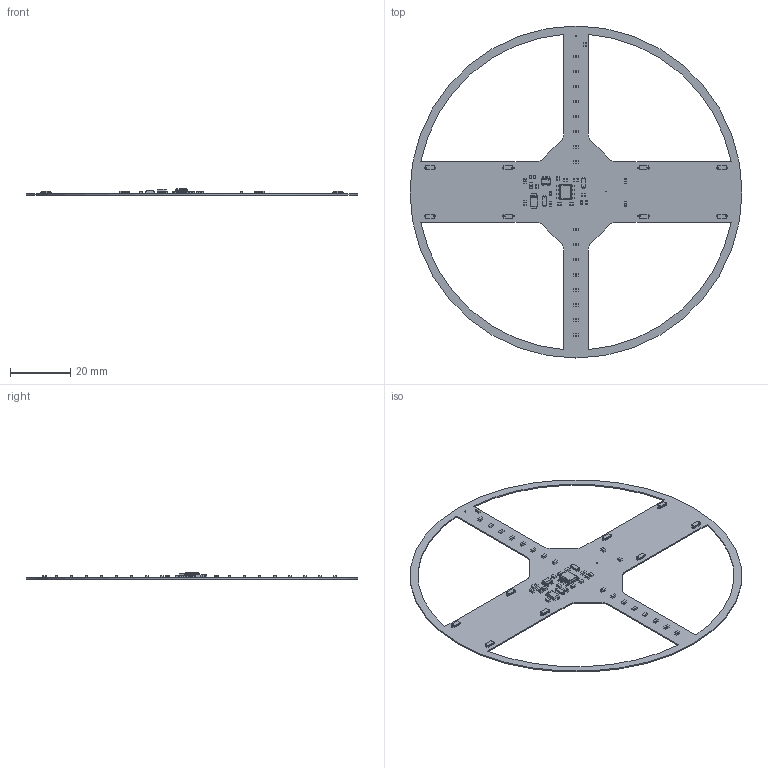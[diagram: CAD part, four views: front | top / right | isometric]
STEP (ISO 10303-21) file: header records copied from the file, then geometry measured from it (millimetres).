
FILE_DESCRIPTION(('Open CASCADE Model'),'2;1');
FILE_NAME('Open CASCADE Shape Model','2020-09-07T14:46:29',('Author'),( 'Open CASCADE'),'Open CASCADE STEP processor 6.8','Open CASCADE 6.8' ,'Unknown');
FILE_SCHEMA(('AUTOMOTIVE_DESIGN { 1 0 10303 214 1 1 1 1 }'));
Length unit declared in the file: millimetre
Products named in the file (63): PCB; Board; Open CASCADE STEP translator 6.8 1.1.1; C7; CC0603N_YAG; 5985667888; Extruded; U3; DBV5_TEX; U2; U1; D0008A; BODY-SO; LEAD-D0008A; R9; RC0603N_VIS; R8; R7; R6; R5; R4; R3; R2; R1; L3; D29; D28; D27; D26; D25; D24; D23; D22; D20; D19; D18; D17; D16; D15; D14 ...
Assembly tree (157 placements, depth 4):
  PCB
    Board
      Open CASCADE STEP translator 6.8 1.1.1
    C7
      CC0603N_YAG
      5985667888
        Extruded
    U3
      DBV5_TEX
      5985667888
        Extruded
    U2
      5985667888
        Extruded
    U1
      D0008A
        BODY-SO
        LEAD-D0008A  x8
      5985667888
        Extruded
    R9
      RC0603N_VIS
      5985667888
        Extruded
    R8
      RC0603N_VIS
      5985667888
        Extruded
    R7
      RC0603N_VIS
      5985667888
        Extruded
    R6
      RC0603N_VIS
      5985667888
        Extruded
    R5
      RC0603N_VIS
      5985667888
        Extruded
    R4
      RC0603N_VIS
      5985667888
        Extruded
    R3
      RC0603N_VIS
      5985667888
        Extruded
    R2
      RC0603N_VIS
      5985667888
        Extruded
    R1
      RC0603N_VIS
      5985667888
        Extruded
    L3
      5985667888
        Extruded
    D29
Bounding box: 110.25 x 110.25 x 2.04 mm (x, y, z)
Volume: 1664.4 mm3; surface area: 8573.4 mm2
Topology: 212 solids, 212 shells, 1622 faces, 3520 edges, 2322 vertices
Faces by surface type: plane 1433, cylinder 179, bspline 8, sphere 2
Full cylindrical faces by diameter (mm): 0.088 x1, 0.142 x10, 110.254 x1
Entity records: 13885 total; most frequent: CARTESIAN_POINT 3048, DIRECTION 1742, ORIENTED_EDGE 1456, EDGE_CURVE 728, AXIS2_PLACEMENT_3D 590, LINE 562, VECTOR 562, VERTEX_POINT 468
